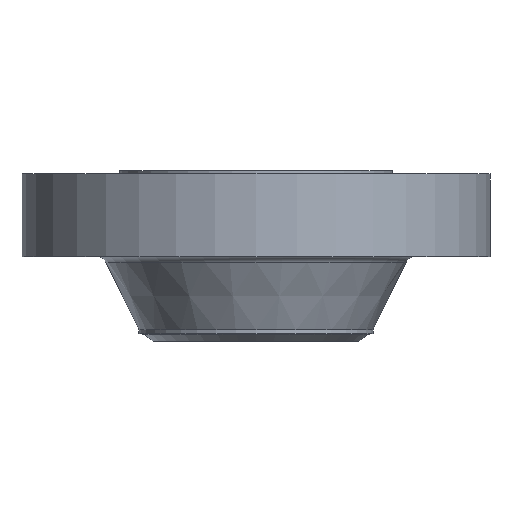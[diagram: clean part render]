
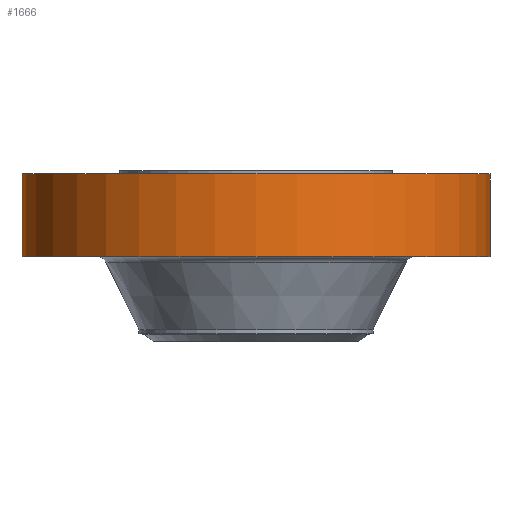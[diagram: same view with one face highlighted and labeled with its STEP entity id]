
A CAD part, front view. The second image highlights one B-rep face of the part: STEP entity #1666.
In plain terms, the highlighted cylindrical face has radius 457.2 mm (diameter 914.4 mm), a partial arc.
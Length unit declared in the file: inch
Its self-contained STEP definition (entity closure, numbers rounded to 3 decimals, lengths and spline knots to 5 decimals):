
#17 = CYLINDRICAL_SURFACE ( 'NONE', #283, 18. ) ;
#79 = AXIS2_PLACEMENT_3D ( 'NONE', #1028, #887, #596 ) ;
#177 = CARTESIAN_POINT ( 'NONE',  ( -18., 0., 0. ) ) ;
#237 = EDGE_CURVE ( 'NONE', #881, #1360, #1706, .T. ) ;
#283 = AXIS2_PLACEMENT_3D ( 'NONE', #1119, #426, #997 ) ;
#320 = EDGE_LOOP ( 'NONE', ( #569, #860, #781, #935 ) ) ;
#426 = DIRECTION ( 'NONE',  ( 0., 0., 1. ) ) ;
#501 = CARTESIAN_POINT ( 'NONE',  ( 18., 0., -0.25 ) ) ;
#509 = AXIS2_PLACEMENT_3D ( 'NONE', #1704, #1574, #1280 ) ;
#555 = FACE_OUTER_BOUND ( 'NONE', #320, .T. ) ;
#569 = ORIENTED_EDGE ( 'NONE', *, *, #838, .F. ) ;
#585 = EDGE_CURVE ( 'NONE', #1331, #881, #1639, .T. ) ;
#596 = DIRECTION ( 'NONE',  ( 1., 0., 0. ) ) ;
#781 = ORIENTED_EDGE ( 'NONE', *, *, #237, .T. ) ;
#838 = EDGE_CURVE ( 'NONE', #1331, #1427, #877, .T. ) ;
#860 = ORIENTED_EDGE ( 'NONE', *, *, #585, .T. ) ;
#877 = LINE ( 'NONE', #177, #979 ) ;
#881 = VERTEX_POINT ( 'NONE', #1608 ) ;
#887 = DIRECTION ( 'NONE',  ( 0., 0., 1. ) ) ;
#935 = ORIENTED_EDGE ( 'NONE', *, *, #1180, .F. ) ;
#979 = VECTOR ( 'NONE', #1293, 39.37008 ) ;
#997 = DIRECTION ( 'NONE',  ( 1., 0., 0. ) ) ;
#1012 = CIRCLE ( 'NONE', #509, 18. ) ;
#1028 = CARTESIAN_POINT ( 'NONE',  ( 0., 0., -6.625 ) ) ;
#1047 = VECTOR ( 'NONE', #1660, 39.37008 ) ;
#1119 = CARTESIAN_POINT ( 'NONE',  ( 0., 0., 0. ) ) ;
#1180 = EDGE_CURVE ( 'NONE', #1427, #1360, #1012, .T. ) ;
#1194 = CARTESIAN_POINT ( 'NONE',  ( -18., 0., -6.625 ) ) ;
#1280 = DIRECTION ( 'NONE',  ( 1., 0., 0. ) ) ;
#1290 = CARTESIAN_POINT ( 'NONE',  ( 18., 0., 0. ) ) ;
#1293 = DIRECTION ( 'NONE',  ( 0., 0., 1. ) ) ;
#1331 = VERTEX_POINT ( 'NONE', #1194 ) ;
#1360 = VERTEX_POINT ( 'NONE', #501 ) ;
#1427 = VERTEX_POINT ( 'NONE', #1455 ) ;
#1455 = CARTESIAN_POINT ( 'NONE',  ( -18., 0., -0.25 ) ) ;
#1574 = DIRECTION ( 'NONE',  ( 0., 0., 1. ) ) ;
#1608 = CARTESIAN_POINT ( 'NONE',  ( 18., 0., -6.625 ) ) ;
#1639 = CIRCLE ( 'NONE', #79, 18. ) ;
#1660 = DIRECTION ( 'NONE',  ( 0., 0., 1. ) ) ;
#1666 = ADVANCED_FACE ( 'NONE', ( #555 ), #17, .T. ) ;
#1704 = CARTESIAN_POINT ( 'NONE',  ( 0., 0., -0.25 ) ) ;
#1706 = LINE ( 'NONE', #1290, #1047 ) ;
